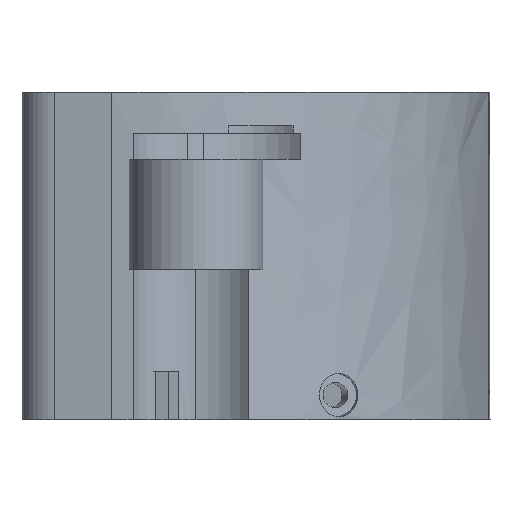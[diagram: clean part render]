
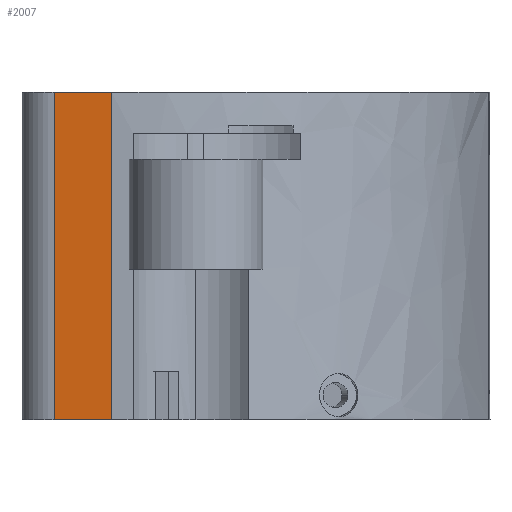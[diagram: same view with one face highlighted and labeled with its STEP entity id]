
A CAD part, left-side view. The second image highlights one B-rep face of the part: STEP entity #2007.
In plain terms, the highlighted planar face has unit normal (-0.991, 0.132, 0).
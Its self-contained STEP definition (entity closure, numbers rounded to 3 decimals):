
#26 = CARTESIAN_POINT ( 'NONE',  ( -120.73, 41.08, 29.609 ) ) ;
#43 = DIRECTION ( 'NONE',  ( 0., 0., 1. ) ) ;
#109 = VECTOR ( 'NONE', #43, 1000. ) ;
#218 = CARTESIAN_POINT ( 'NONE',  ( -120.73, 41.08, -7.391 ) ) ;
#305 = LINE ( 'NONE', #1054, #2353 ) ;
#369 = DIRECTION ( 'NONE',  ( 0., 0., 1. ) ) ;
#377 = LINE ( 'NONE', #26, #109 ) ;
#656 = LINE ( 'NONE', #2365, #3198 ) ;
#774 = AXIS2_PLACEMENT_3D ( 'NONE', #3208, #3910, #1467 ) ;
#917 = VECTOR ( 'NONE', #2639, 1000. ) ;
#1054 = CARTESIAN_POINT ( 'NONE',  ( -119.702, 48.803, 29.609 ) ) ;
#1244 = CARTESIAN_POINT ( 'NONE',  ( -120.73, 41.08, -7.391 ) ) ;
#1452 = EDGE_CURVE ( 'NONE', #1994, #1788, #305, .T. ) ;
#1467 = DIRECTION ( 'NONE',  ( -0.132, -0.991, 0. ) ) ;
#1509 = ORIENTED_EDGE ( 'NONE', *, *, #3311, .F. ) ;
#1609 = CARTESIAN_POINT ( 'NONE',  ( -119.702, 48.803, 36.609 ) ) ;
#1788 = VERTEX_POINT ( 'NONE', #1609 ) ;
#1818 = CARTESIAN_POINT ( 'NONE',  ( -119.702, 48.803, -7.391 ) ) ;
#1834 = VERTEX_POINT ( 'NONE', #1244 ) ;
#1994 = VERTEX_POINT ( 'NONE', #1818 ) ;
#2007 = ADVANCED_FACE ( 'NONE', ( #2012 ), #3555, .T. ) ;
#2012 = FACE_OUTER_BOUND ( 'NONE', #2491, .T. ) ;
#2353 = VECTOR ( 'NONE', #369, 1000. ) ;
#2365 = CARTESIAN_POINT ( 'NONE',  ( -122.411, 28.446, 36.609 ) ) ;
#2491 = EDGE_LOOP ( 'NONE', ( #3544, #1509, #4174, #3767 ) ) ;
#2639 = DIRECTION ( 'NONE',  ( 0.132, 0.991, 0. ) ) ;
#2667 = EDGE_CURVE ( 'NONE', #1834, #1994, #4379, .T. ) ;
#2700 = CARTESIAN_POINT ( 'NONE',  ( -120.73, 41.08, 36.609 ) ) ;
#2750 = DIRECTION ( 'NONE',  ( -0.132, -0.991, 0. ) ) ;
#2881 = EDGE_CURVE ( 'NONE', #1834, #3801, #377, .T. ) ;
#3198 = VECTOR ( 'NONE', #2750, 1000. ) ;
#3208 = CARTESIAN_POINT ( 'NONE',  ( -122.411, 28.446, 29.609 ) ) ;
#3311 = EDGE_CURVE ( 'NONE', #1788, #3801, #656, .T. ) ;
#3544 = ORIENTED_EDGE ( 'NONE', *, *, #2881, .T. ) ;
#3555 = PLANE ( 'NONE',  #774 ) ;
#3767 = ORIENTED_EDGE ( 'NONE', *, *, #2667, .F. ) ;
#3801 = VERTEX_POINT ( 'NONE', #2700 ) ;
#3910 = DIRECTION ( 'NONE',  ( -0.991, 0.132, 0. ) ) ;
#4174 = ORIENTED_EDGE ( 'NONE', *, *, #1452, .F. ) ;
#4379 = LINE ( 'NONE', #218, #917 ) ;
